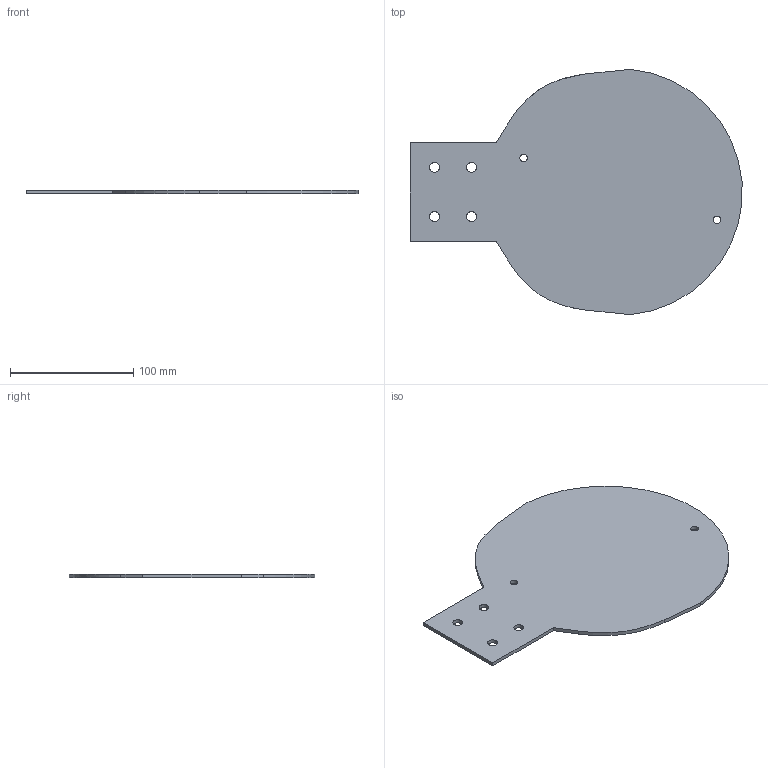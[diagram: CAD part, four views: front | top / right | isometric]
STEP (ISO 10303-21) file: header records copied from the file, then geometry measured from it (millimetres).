
FILE_DESCRIPTION(/* description */ (''),/* implementation_level */ '2;1');
FILE_NAME(/* name */ 'T16000TWCS_Hotas_Support.step',/* time_stamp */ '2023-01-12T10:51:19+01:00',/* author */ (''),/* organization */ (''),/* preprocessor_version */ 'ST-DEVELOPER v19.2',/* originating_system */ 'Autodesk Translation Framework v11.17.0.187',/* authorisation */ '');
FILE_SCHEMA (('AUTOMOTIVE_DESIGN { 1 0 10303 214 3 1 1 }'));
Length unit declared in the file: millimetre
Products named in the file (1): Support Joystick
Bounding box: 269.62 x 199.19 x 3 mm (x, y, z)
Volume: 113370.5 mm3; surface area: 78343.9 mm2
Topology: 1 solids, 1 shells, 18 faces, 48 edges, 32 vertices
Faces by surface type: plane 7, cylinder 7, bspline 4
Full cylindrical faces by diameter (mm): 6.2 x2, 8 x4
Entity records: 715 total; most frequent: CARTESIAN_POINT 231, ORIENTED_EDGE 96, DIRECTION 84, EDGE_CURVE 48, VERTEX_POINT 32, EDGE_LOOP 30, AXIS2_PLACEMENT_3D 29, LINE 26
